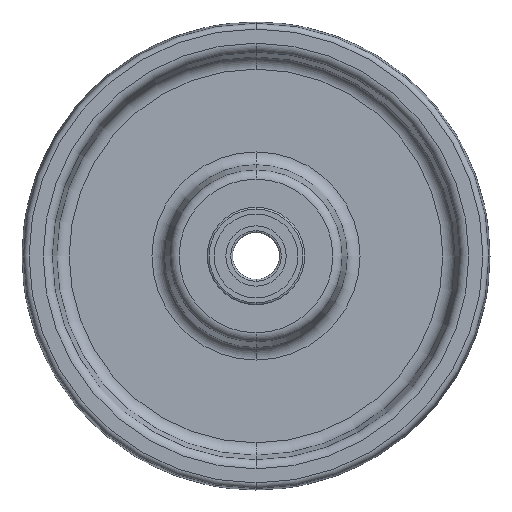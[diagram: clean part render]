
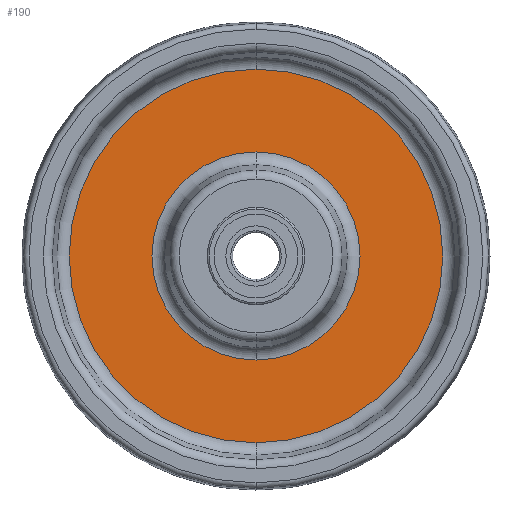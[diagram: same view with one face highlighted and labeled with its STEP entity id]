
A CAD part, left-side view. The second image highlights one B-rep face of the part: STEP entity #190.
In plain terms, the highlighted planar face has unit normal (-1, 0, 0).
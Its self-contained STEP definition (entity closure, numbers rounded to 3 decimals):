
#39 = VERTEX_POINT ( 'NONE', #3551 ) ;
#190 = ADVANCED_FACE ( 'NONE', ( #1611, #4828 ), #3750, .T. ) ;
#341 = CARTESIAN_POINT ( 'NONE',  ( 12.871, 105., 0. ) ) ;
#359 = CIRCLE ( 'NONE', #2109, 55.559 ) ;
#761 = CIRCLE ( 'NONE', #5216, 99.807 ) ;
#800 = AXIS2_PLACEMENT_3D ( 'NONE', #2037, #5000, #3906 ) ;
#911 = ORIENTED_EDGE ( 'NONE', *, *, #5404, .F. ) ;
#1143 = CARTESIAN_POINT ( 'NONE',  ( 12.871, 0., 99.807 ) ) ;
#1244 = DIRECTION ( 'NONE',  ( 0., 0., -1. ) ) ;
#1371 = DIRECTION ( 'NONE',  ( 0., 0., -1. ) ) ;
#1611 = FACE_BOUND ( 'NONE', #2272, .T. ) ;
#1631 = VERTEX_POINT ( 'NONE', #1143 ) ;
#1665 = DIRECTION ( 'NONE',  ( 1., 0., 0. ) ) ;
#1779 = EDGE_CURVE ( 'NONE', #39, #6388, #359, .T. ) ;
#1845 = DIRECTION ( 'NONE',  ( -1., 0., 0. ) ) ;
#1880 = DIRECTION ( 'NONE',  ( 0., 0., -1. ) ) ;
#1996 = EDGE_CURVE ( 'NONE', #1631, #6404, #4603, .T. ) ;
#2026 = CARTESIAN_POINT ( 'NONE',  ( 12.871, 0., 55.559 ) ) ;
#2037 = CARTESIAN_POINT ( 'NONE',  ( 12.871, 0., 0. ) ) ;
#2109 = AXIS2_PLACEMENT_3D ( 'NONE', #5686, #1845, #1880 ) ;
#2272 = EDGE_LOOP ( 'NONE', ( #2999, #911 ) ) ;
#2422 = EDGE_LOOP ( 'NONE', ( #4265, #3701 ) ) ;
#2916 = DIRECTION ( 'NONE',  ( -1., 0., 0. ) ) ;
#2999 = ORIENTED_EDGE ( 'NONE', *, *, #1779, .F. ) ;
#3548 = CARTESIAN_POINT ( 'NONE',  ( 12.871, 0., -99.807 ) ) ;
#3551 = CARTESIAN_POINT ( 'NONE',  ( 12.871, 0., -55.559 ) ) ;
#3701 = ORIENTED_EDGE ( 'NONE', *, *, #1996, .F. ) ;
#3750 = PLANE ( 'NONE',  #5821 ) ;
#3818 = DIRECTION ( 'NONE',  ( 0., 0., -1. ) ) ;
#3906 = DIRECTION ( 'NONE',  ( 0., 0., -1. ) ) ;
#4121 = CIRCLE ( 'NONE', #800, 55.559 ) ;
#4265 = ORIENTED_EDGE ( 'NONE', *, *, #6728, .F. ) ;
#4570 = DIRECTION ( 'NONE',  ( 1., 0., 0. ) ) ;
#4603 = CIRCLE ( 'NONE', #5834, 99.807 ) ;
#4828 = FACE_OUTER_BOUND ( 'NONE', #2422, .T. ) ;
#5000 = DIRECTION ( 'NONE',  ( -1., 0., 0. ) ) ;
#5216 = AXIS2_PLACEMENT_3D ( 'NONE', #6703, #4570, #1371 ) ;
#5404 = EDGE_CURVE ( 'NONE', #6388, #39, #4121, .T. ) ;
#5686 = CARTESIAN_POINT ( 'NONE',  ( 12.871, 0., 0. ) ) ;
#5821 = AXIS2_PLACEMENT_3D ( 'NONE', #341, #2916, #1244 ) ;
#5834 = AXIS2_PLACEMENT_3D ( 'NONE', #6489, #1665, #3818 ) ;
#6388 = VERTEX_POINT ( 'NONE', #2026 ) ;
#6404 = VERTEX_POINT ( 'NONE', #3548 ) ;
#6489 = CARTESIAN_POINT ( 'NONE',  ( 12.871, 0., 0. ) ) ;
#6703 = CARTESIAN_POINT ( 'NONE',  ( 12.871, 0., 0. ) ) ;
#6728 = EDGE_CURVE ( 'NONE', #6404, #1631, #761, .T. ) ;
